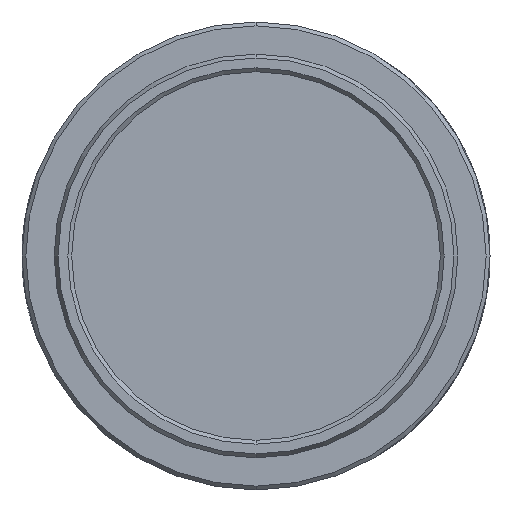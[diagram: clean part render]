
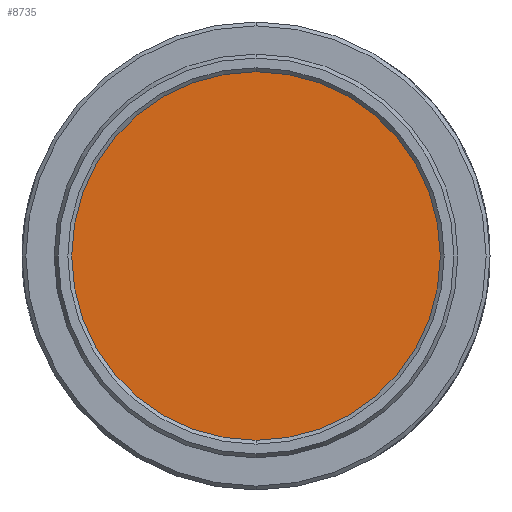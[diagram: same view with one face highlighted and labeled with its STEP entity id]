
A CAD part, left-side view. The second image highlights one B-rep face of the part: STEP entity #8735.
In plain terms, the highlighted planar face has unit normal (-1, 0, 0).
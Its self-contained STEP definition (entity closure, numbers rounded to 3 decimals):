
#627 = CARTESIAN_POINT ( 'NONE',  ( -2.667, 0., 0. ) ) ;
#1227 = VERTEX_POINT ( 'NONE', #8499 ) ;
#1319 = AXIS2_PLACEMENT_3D ( 'NONE', #10672, #5107, #12917 ) ;
#1727 = DIRECTION ( 'NONE',  ( 0., 1., 0. ) ) ;
#3717 = AXIS2_PLACEMENT_3D ( 'NONE', #627, #8411, #1727 ) ;
#3983 = PLANE ( 'NONE',  #1319 ) ;
#4328 = EDGE_CURVE ( 'NONE', #1227, #8042, #12282, .T. ) ;
#4429 = DIRECTION ( 'NONE',  ( -1., 0., 0. ) ) ;
#4612 = FACE_OUTER_BOUND ( 'NONE', #4750, .T. ) ;
#4750 = EDGE_LOOP ( 'NONE', ( #4938, #11725 ) ) ;
#4938 = ORIENTED_EDGE ( 'NONE', *, *, #14287, .T. ) ;
#4943 = CARTESIAN_POINT ( 'NONE',  ( -2.667, -12.559, 0. ) ) ;
#5107 = DIRECTION ( 'NONE',  ( -1., 0., 0. ) ) ;
#8042 = VERTEX_POINT ( 'NONE', #4943 ) ;
#8411 = DIRECTION ( 'NONE',  ( -1., 0., 0. ) ) ;
#8499 = CARTESIAN_POINT ( 'NONE',  ( -2.667, 12.559, 0. ) ) ;
#8735 = ADVANCED_FACE ( 'NONE', ( #4612 ), #3983, .T. ) ;
#10672 = CARTESIAN_POINT ( 'NONE',  ( -2.667, 0., 0. ) ) ;
#11124 = CARTESIAN_POINT ( 'NONE',  ( -2.667, 0., 0. ) ) ;
#11725 = ORIENTED_EDGE ( 'NONE', *, *, #4328, .T. ) ;
#12119 = CIRCLE ( 'NONE', #3717, 12.559 ) ;
#12239 = DIRECTION ( 'NONE',  ( 0., 1., 0. ) ) ;
#12282 = CIRCLE ( 'NONE', #13806, 12.559 ) ;
#12917 = DIRECTION ( 'NONE',  ( 0., 1., 0. ) ) ;
#13806 = AXIS2_PLACEMENT_3D ( 'NONE', #11124, #4429, #12239 ) ;
#14287 = EDGE_CURVE ( 'NONE', #8042, #1227, #12119, .T. ) ;
